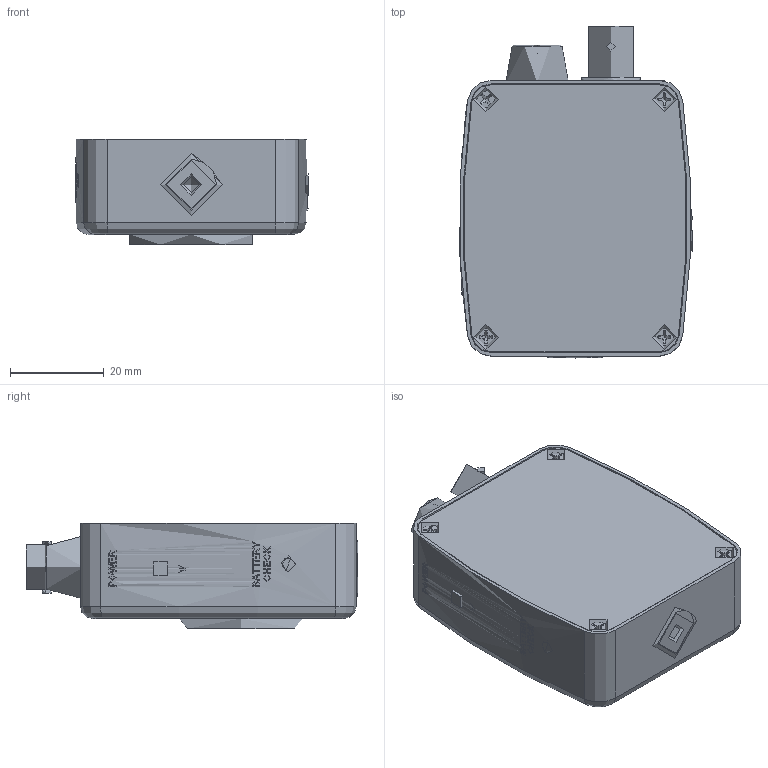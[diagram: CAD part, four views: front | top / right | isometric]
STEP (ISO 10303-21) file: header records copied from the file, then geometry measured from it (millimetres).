
FILE_DESCRIPTION (( 'STEP AP214' ), '1' );
FILE_NAME ('TTN133987-E0W.STEP', '2018-02-07T18:09:58', ( 'admin' ), ( '' ), 'SwSTEP 2.0', 'SolidWorks 2016', '' );
FILE_SCHEMA (( 'AUTOMOTIVE_DESIGN' ));
Length unit declared in the file: inch
Products named in the file (1): TTN133987-E0W
Bounding box: 49.64 x 70.9 x 22.48 mm (x, y, z)
Topology: 117 solids, 117 shells, 2862 faces, 7296 edges, 4784 vertices
Faces by surface type: plane 1746, cylinder 479, bspline 477, cone 109, torus 48, sphere 3
Full cylindrical faces by diameter (mm): 0.2 x1, 0.254 x1, 0.4 x3, 0.5 x1, 0.75 x8, 0.762 x7, 0.813 x6, 0.94 x2, 1 x1, 1.016 x1, 1.27 x5, 1.3 x2, 1.5 x4, 1.595 x30, 1.6 x1, 1.778 x7, 1.93 x2, 2 x1, 2.184 x4, 2.438 x3, 2.489 x1, 3.099 x1, 3.454 x2, 3.5 x1, 3.81 x1, 4.242 x3, 4.5 x1, 4.75 x1, 5 x1, 5.004 x2
Entity records: 149318 total; most frequent: CARTESIAN_POINT 47326, ORIENTED_EDGE 13848, DIRECTION 11335, EDGE_CURVE 6924, VERTEX_POINT 4653, LINE 4607, VECTOR 4607, AXIS2_PLACEMENT_3D 3364
